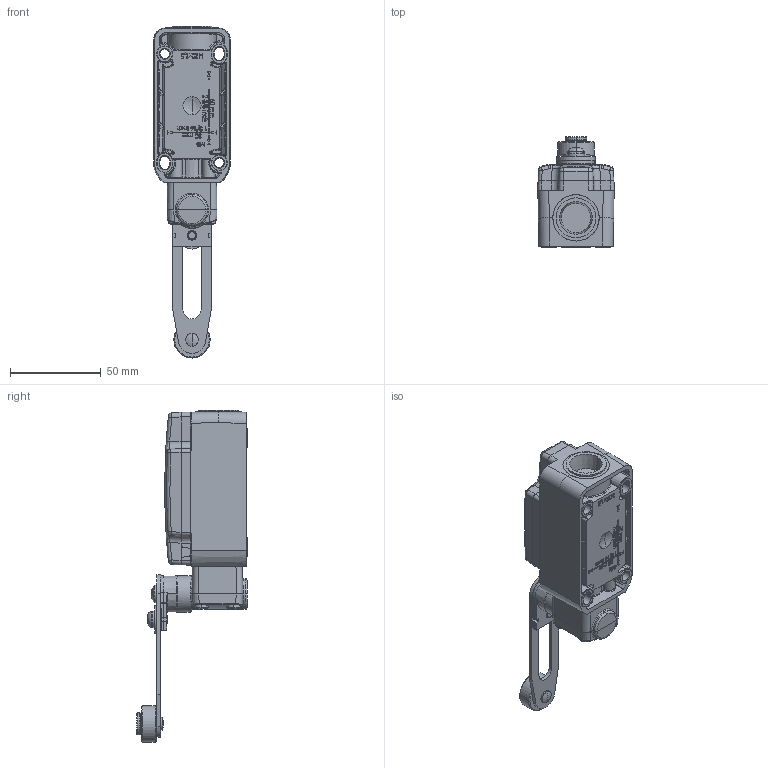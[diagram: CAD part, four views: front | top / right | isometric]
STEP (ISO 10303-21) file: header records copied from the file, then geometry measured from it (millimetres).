
FILE_DESCRIPTION((''),'2;1');
FILE_NAME('1349735_SW0001','2016-09-19T',('sharbsmeier'),('.steute Schaltgeräte GmbH, Löhne'),'PRO/ENGINEER BY PARAMETRIC TECHNOLOGY CORPORATION, 2015070','PRO/ENGINEER BY PARAMETRIC TECHNOLOGY CORPORATION, 2015070','');
FILE_SCHEMA(('CONFIG_CONTROL_DESIGN'));
Products named in the file (1): 1349735_SW0001
Bounding box: 42 x 60.95 x 182.8 mm (x, y, z)
Surface area: 41577.2 mm2 (no closed solid volume)
Topology: 0 solids, 66 shells, 1037 faces, 4373 edges, 3279 vertices
Faces by surface type: plane 389, cylinder 292, bspline 164, cone 91, torus 58, sphere 43
Entity records: 55339 total; most frequent: CARTESIAN_POINT 23128, ORIENTED_EDGE 6639, DIRECTION 5542, EDGE_CURVE 4365, VERTEX_POINT 3279, VECTOR 2006, LINE 2006, AXIS2_PLACEMENT_3D 1768
